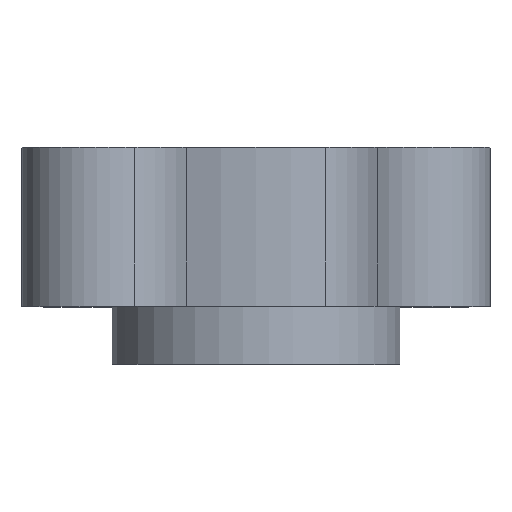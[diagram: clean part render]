
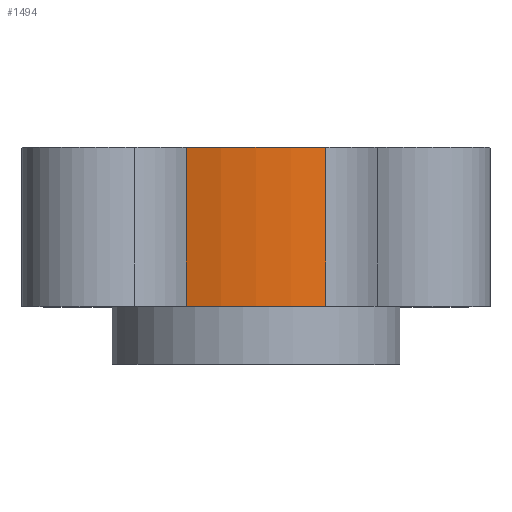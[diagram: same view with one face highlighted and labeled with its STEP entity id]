
A CAD part, top view. The second image highlights one B-rep face of the part: STEP entity #1494.
In plain terms, the highlighted cylindrical face has radius 10.16 mm (diameter 20.32 mm), a partial arc.
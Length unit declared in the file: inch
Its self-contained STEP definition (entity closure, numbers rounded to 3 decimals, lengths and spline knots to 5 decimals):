
#6 = LINE ( 'NONE', #1140, #657 ) ;
#13 = CARTESIAN_POINT ( 'NONE',  ( 0.12095, 0.1, 0.38128 ) ) ;
#67 = AXIS2_PLACEMENT_3D ( 'NONE', #604, #603, #597 ) ;
#102 = VERTEX_POINT ( 'NONE', #595 ) ;
#147 = CARTESIAN_POINT ( 'NONE',  ( -0.12095, 0.375, 0.38128 ) ) ;
#156 = EDGE_LOOP ( 'NONE', ( #992, #495, #1097, #844 ) ) ;
#168 = EDGE_CURVE ( 'NONE', #203, #531, #1211, .T. ) ;
#203 = VERTEX_POINT ( 'NONE', #147 ) ;
#358 = EDGE_CURVE ( 'NONE', #203, #102, #1350, .T. ) ;
#398 = EDGE_CURVE ( 'NONE', #1242, #102, #6, .T. ) ;
#495 = ORIENTED_EDGE ( 'NONE', *, *, #168, .T. ) ;
#531 = VERTEX_POINT ( 'NONE', #822 ) ;
#595 = CARTESIAN_POINT ( 'NONE',  ( 0.12095, 0.375, 0.38128 ) ) ;
#597 = DIRECTION ( 'NONE',  ( 0., 0., 1. ) ) ;
#603 = DIRECTION ( 'NONE',  ( 0., 1., 0. ) ) ;
#604 = CARTESIAN_POINT ( 'NONE',  ( 0., 0.1, 0. ) ) ;
#625 = CIRCLE ( 'NONE', #67, 0.4 ) ;
#657 = VECTOR ( 'NONE', #1131, 39.37008 ) ;
#764 = EDGE_CURVE ( 'NONE', #531, #1242, #625, .T. ) ;
#822 = CARTESIAN_POINT ( 'NONE',  ( -0.12095, 0.1, 0.38128 ) ) ;
#844 = ORIENTED_EDGE ( 'NONE', *, *, #398, .T. ) ;
#906 = AXIS2_PLACEMENT_3D ( 'NONE', #1194, #1452, #1281 ) ;
#992 = ORIENTED_EDGE ( 'NONE', *, *, #358, .F. ) ;
#1097 = ORIENTED_EDGE ( 'NONE', *, *, #764, .T. ) ;
#1102 = VECTOR ( 'NONE', #1301, 39.37008 ) ;
#1125 = DIRECTION ( 'NONE',  ( 0., 0., -1. ) ) ;
#1131 = DIRECTION ( 'NONE',  ( 0., 1., 0. ) ) ;
#1140 = CARTESIAN_POINT ( 'NONE',  ( 0.12095, 0.375, 0.38128 ) ) ;
#1177 = AXIS2_PLACEMENT_3D ( 'NONE', #1244, #1481, #1125 ) ;
#1194 = CARTESIAN_POINT ( 'NONE',  ( 0., 0.375, 0. ) ) ;
#1211 = LINE ( 'NONE', #1330, #1102 ) ;
#1242 = VERTEX_POINT ( 'NONE', #13 ) ;
#1244 = CARTESIAN_POINT ( 'NONE',  ( 0., 0.375, 0. ) ) ;
#1258 = FACE_OUTER_BOUND ( 'NONE', #156, .T. ) ;
#1281 = DIRECTION ( 'NONE',  ( 0., 0., 1. ) ) ;
#1301 = DIRECTION ( 'NONE',  ( 0., -1., 0. ) ) ;
#1330 = CARTESIAN_POINT ( 'NONE',  ( -0.12095, 0.375, 0.38128 ) ) ;
#1350 = CIRCLE ( 'NONE', #906, 0.4 ) ;
#1452 = DIRECTION ( 'NONE',  ( 0., 1., 0. ) ) ;
#1481 = DIRECTION ( 'NONE',  ( 0., -1., 0. ) ) ;
#1494 = ADVANCED_FACE ( 'NONE', ( #1258 ), #1501, .T. ) ;
#1501 = CYLINDRICAL_SURFACE ( 'NONE', #1177, 0.4 ) ;
